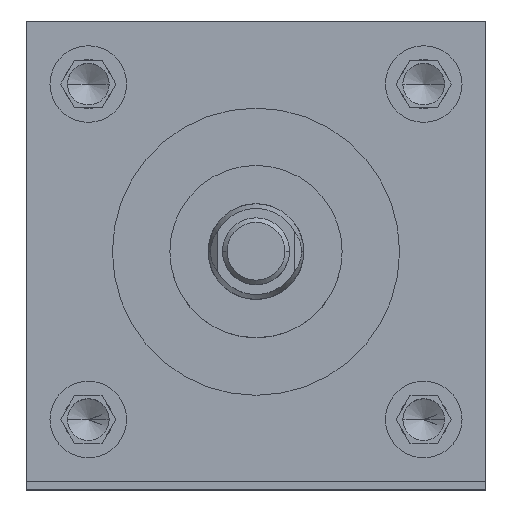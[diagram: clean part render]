
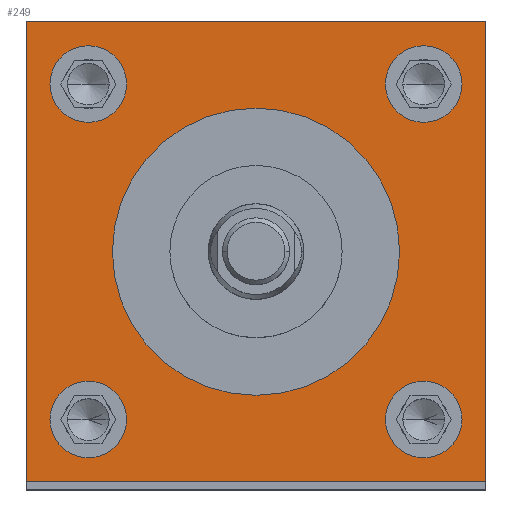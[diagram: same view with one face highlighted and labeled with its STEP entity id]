
A CAD part, top view. The second image highlights one B-rep face of the part: STEP entity #249.
In plain terms, the highlighted planar face has unit normal (0, 0, 1).
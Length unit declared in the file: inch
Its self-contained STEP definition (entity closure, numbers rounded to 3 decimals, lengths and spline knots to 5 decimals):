
#60 = ORIENTED_EDGE ( 'NONE', *, *, #4428, .T. ) ;
#73 = DIRECTION ( 'NONE',  ( 1., 0., 0. ) ) ;
#85 = DIRECTION ( 'NONE',  ( 0., 0., 1. ) ) ;
#107 = ORIENTED_EDGE ( 'NONE', *, *, #1863, .F. ) ;
#134 = CARTESIAN_POINT ( 'NONE',  ( -1.5, -1.5, 31.75 ) ) ;
#137 = EDGE_CURVE ( 'NONE', #5997, #1107, #262, .T. ) ;
#168 = CARTESIAN_POINT ( 'NONE',  ( 1.095, 1.095, 31.75 ) ) ;
#218 = CARTESIAN_POINT ( 'NONE',  ( -1.345, -1.095, 31.75 ) ) ;
#236 = VECTOR ( 'NONE', #4829, 39.37008 ) ;
#249 = ADVANCED_FACE ( 'NONE', ( #344, #6158, #3787, #2708, #1782, #1747 ), #3725, .F. ) ;
#262 = CIRCLE ( 'NONE', #1765, 0.9375 ) ;
#333 = CARTESIAN_POINT ( 'NONE',  ( -1.5, 1.5, 31.75 ) ) ;
#344 = FACE_BOUND ( 'NONE', #2984, .T. ) ;
#429 = CIRCLE ( 'NONE', #719, 0.25 ) ;
#640 = LINE ( 'NONE', #3045, #819 ) ;
#719 = AXIS2_PLACEMENT_3D ( 'NONE', #3977, #5402, #3559 ) ;
#757 = CARTESIAN_POINT ( 'NONE',  ( -0.9375, 0., 31.75 ) ) ;
#809 = DIRECTION ( 'NONE',  ( 0., 1., 0. ) ) ;
#819 = VECTOR ( 'NONE', #3138, 39.37008 ) ;
#825 = CIRCLE ( 'NONE', #5459, 0.25 ) ;
#886 = CARTESIAN_POINT ( 'NONE',  ( 1.345, 1.095, 31.75 ) ) ;
#996 = EDGE_CURVE ( 'NONE', #1107, #5997, #2648, .T. ) ;
#1097 = VERTEX_POINT ( 'NONE', #1314 ) ;
#1107 = VERTEX_POINT ( 'NONE', #757 ) ;
#1146 = CARTESIAN_POINT ( 'NONE',  ( 0.845, -1.095, 31.75 ) ) ;
#1191 = CARTESIAN_POINT ( 'NONE',  ( -1.5, 1.5, 31.75 ) ) ;
#1258 = CARTESIAN_POINT ( 'NONE',  ( 1.095, 1.095, 31.75 ) ) ;
#1267 = EDGE_LOOP ( 'NONE', ( #4887, #1471 ) ) ;
#1305 = VERTEX_POINT ( 'NONE', #886 ) ;
#1314 = CARTESIAN_POINT ( 'NONE',  ( -0.845, -1.095, 31.75 ) ) ;
#1438 = DIRECTION ( 'NONE',  ( 0., 0., 1. ) ) ;
#1471 = ORIENTED_EDGE ( 'NONE', *, *, #996, .F. ) ;
#1494 = DIRECTION ( 'NONE',  ( 0., 0., 1. ) ) ;
#1530 = AXIS2_PLACEMENT_3D ( 'NONE', #3906, #3311, #2430 ) ;
#1568 = EDGE_LOOP ( 'NONE', ( #107, #3709 ) ) ;
#1600 = VERTEX_POINT ( 'NONE', #1864 ) ;
#1620 = EDGE_CURVE ( 'NONE', #6148, #1097, #3801, .T. ) ;
#1746 = EDGE_CURVE ( 'NONE', #5166, #1305, #6058, .T. ) ;
#1747 = FACE_OUTER_BOUND ( 'NONE', #3097, .T. ) ;
#1765 = AXIS2_PLACEMENT_3D ( 'NONE', #5284, #85, #5814 ) ;
#1782 = FACE_BOUND ( 'NONE', #1267, .T. ) ;
#1863 = EDGE_CURVE ( 'NONE', #1600, #3169, #5167, .T. ) ;
#1864 = CARTESIAN_POINT ( 'NONE',  ( -0.845, 1.095, 31.75 ) ) ;
#1915 = VERTEX_POINT ( 'NONE', #2174 ) ;
#1960 = DIRECTION ( 'NONE',  ( 1., 0., 0. ) ) ;
#2001 = AXIS2_PLACEMENT_3D ( 'NONE', #3032, #2426, #2456 ) ;
#2129 = ORIENTED_EDGE ( 'NONE', *, *, #3460, .F. ) ;
#2174 = CARTESIAN_POINT ( 'NONE',  ( 1.5, 1.5, 31.75 ) ) ;
#2204 = LINE ( 'NONE', #5579, #5371 ) ;
#2233 = AXIS2_PLACEMENT_3D ( 'NONE', #3582, #5485, #4410 ) ;
#2426 = DIRECTION ( 'NONE',  ( 0., 0., 1. ) ) ;
#2430 = DIRECTION ( 'NONE',  ( 1., 0., 0. ) ) ;
#2456 = DIRECTION ( 'NONE',  ( 1., 0., 0. ) ) ;
#2501 = CIRCLE ( 'NONE', #2001, 0.25 ) ;
#2587 = CARTESIAN_POINT ( 'NONE',  ( 1.5, -1.5, 31.75 ) ) ;
#2636 = ORIENTED_EDGE ( 'NONE', *, *, #1746, .F. ) ;
#2648 = CIRCLE ( 'NONE', #3874, 0.9375 ) ;
#2674 = CARTESIAN_POINT ( 'NONE',  ( -1.095, 1.095, 31.75 ) ) ;
#2708 = FACE_BOUND ( 'NONE', #1568, .T. ) ;
#2899 = CARTESIAN_POINT ( 'NONE',  ( -1.5, -1.5, 31.75 ) ) ;
#2984 = EDGE_LOOP ( 'NONE', ( #2129, #4174 ) ) ;
#3032 = CARTESIAN_POINT ( 'NONE',  ( 1.095, -1.095, 31.75 ) ) ;
#3033 = CARTESIAN_POINT ( 'NONE',  ( 0.9375, 0., 31.75 ) ) ;
#3045 = CARTESIAN_POINT ( 'NONE',  ( -1.5, -1.5, 31.75 ) ) ;
#3050 = VERTEX_POINT ( 'NONE', #134 ) ;
#3088 = ORIENTED_EDGE ( 'NONE', *, *, #3867, .T. ) ;
#3097 = EDGE_LOOP ( 'NONE', ( #3088, #60, #5076, #5151 ) ) ;
#3138 = DIRECTION ( 'NONE',  ( 1., 0., 0. ) ) ;
#3169 = VERTEX_POINT ( 'NONE', #3612 ) ;
#3311 = DIRECTION ( 'NONE',  ( 0., 0., 1. ) ) ;
#3460 = EDGE_CURVE ( 'NONE', #4421, #3630, #2501, .T. ) ;
#3504 = CARTESIAN_POINT ( 'NONE',  ( 1.345, -1.095, 31.75 ) ) ;
#3528 = VECTOR ( 'NONE', #4109, 39.37008 ) ;
#3550 = VERTEX_POINT ( 'NONE', #2587 ) ;
#3559 = DIRECTION ( 'NONE',  ( 1., 0., 0. ) ) ;
#3582 = CARTESIAN_POINT ( 'NONE',  ( -1.095, 1.095, 31.75 ) ) ;
#3598 = DIRECTION ( 'NONE',  ( 1., 0., 0. ) ) ;
#3612 = CARTESIAN_POINT ( 'NONE',  ( -1.345, 1.095, 31.75 ) ) ;
#3630 = VERTEX_POINT ( 'NONE', #1146 ) ;
#3709 = ORIENTED_EDGE ( 'NONE', *, *, #3962, .F. ) ;
#3725 = PLANE ( 'NONE',  #6201 ) ;
#3748 = DIRECTION ( 'NONE',  ( 1., 0., 0. ) ) ;
#3750 = CARTESIAN_POINT ( 'NONE',  ( -1.5, 1.5, 31.75 ) ) ;
#3755 = ORIENTED_EDGE ( 'NONE', *, *, #1620, .F. ) ;
#3787 = FACE_BOUND ( 'NONE', #5851, .T. ) ;
#3801 = CIRCLE ( 'NONE', #5301, 0.25 ) ;
#3835 = CARTESIAN_POINT ( 'NONE',  ( -1.095, -1.095, 31.75 ) ) ;
#3865 = AXIS2_PLACEMENT_3D ( 'NONE', #168, #1494, #73 ) ;
#3867 = EDGE_CURVE ( 'NONE', #5348, #3050, #5760, .T. ) ;
#3874 = AXIS2_PLACEMENT_3D ( 'NONE', #4964, #5869, #4002 ) ;
#3906 = CARTESIAN_POINT ( 'NONE',  ( 1.095, -1.095, 31.75 ) ) ;
#3962 = EDGE_CURVE ( 'NONE', #3169, #1600, #4833, .T. ) ;
#3977 = CARTESIAN_POINT ( 'NONE',  ( -1.095, -1.095, 31.75 ) ) ;
#4002 = DIRECTION ( 'NONE',  ( 1., 0., 0. ) ) ;
#4021 = LINE ( 'NONE', #1191, #3528 ) ;
#4035 = EDGE_CURVE ( 'NONE', #1915, #5348, #4021, .T. ) ;
#4081 = EDGE_LOOP ( 'NONE', ( #6182, #2636 ) ) ;
#4109 = DIRECTION ( 'NONE',  ( -1., 0., 0. ) ) ;
#4174 = ORIENTED_EDGE ( 'NONE', *, *, #5486, .F. ) ;
#4261 = DIRECTION ( 'NONE',  ( 0., 0., 1. ) ) ;
#4379 = EDGE_CURVE ( 'NONE', #1097, #6148, #429, .T. ) ;
#4410 = DIRECTION ( 'NONE',  ( 1., 0., 0. ) ) ;
#4421 = VERTEX_POINT ( 'NONE', #3504 ) ;
#4428 = EDGE_CURVE ( 'NONE', #3050, #3550, #640, .T. ) ;
#4631 = AXIS2_PLACEMENT_3D ( 'NONE', #2674, #4983, #3598 ) ;
#4726 = DIRECTION ( 'NONE',  ( 0., 0., -1. ) ) ;
#4829 = DIRECTION ( 'NONE',  ( 0., -1., 0. ) ) ;
#4833 = CIRCLE ( 'NONE', #4631, 0.25 ) ;
#4887 = ORIENTED_EDGE ( 'NONE', *, *, #137, .F. ) ;
#4937 = EDGE_CURVE ( 'NONE', #1305, #5166, #825, .T. ) ;
#4964 = CARTESIAN_POINT ( 'NONE',  ( 0., 0., 31.75 ) ) ;
#4970 = ORIENTED_EDGE ( 'NONE', *, *, #4379, .F. ) ;
#4983 = DIRECTION ( 'NONE',  ( 0., 0., 1. ) ) ;
#5076 = ORIENTED_EDGE ( 'NONE', *, *, #5811, .T. ) ;
#5151 = ORIENTED_EDGE ( 'NONE', *, *, #4035, .T. ) ;
#5166 = VERTEX_POINT ( 'NONE', #5461 ) ;
#5167 = CIRCLE ( 'NONE', #2233, 0.25 ) ;
#5269 = CIRCLE ( 'NONE', #1530, 0.25 ) ;
#5284 = CARTESIAN_POINT ( 'NONE',  ( 0., 0., 31.75 ) ) ;
#5301 = AXIS2_PLACEMENT_3D ( 'NONE', #3835, #1438, #1960 ) ;
#5348 = VERTEX_POINT ( 'NONE', #333 ) ;
#5371 = VECTOR ( 'NONE', #809, 39.37008 ) ;
#5402 = DIRECTION ( 'NONE',  ( 0., 0., 1. ) ) ;
#5459 = AXIS2_PLACEMENT_3D ( 'NONE', #1258, #4261, #3748 ) ;
#5461 = CARTESIAN_POINT ( 'NONE',  ( 0.845, 1.095, 31.75 ) ) ;
#5485 = DIRECTION ( 'NONE',  ( 0., 0., 1. ) ) ;
#5486 = EDGE_CURVE ( 'NONE', #3630, #4421, #5269, .T. ) ;
#5579 = CARTESIAN_POINT ( 'NONE',  ( 1.5, -1.5, 31.75 ) ) ;
#5760 = LINE ( 'NONE', #2899, #236 ) ;
#5811 = EDGE_CURVE ( 'NONE', #3550, #1915, #2204, .T. ) ;
#5814 = DIRECTION ( 'NONE',  ( 1., 0., 0. ) ) ;
#5851 = EDGE_LOOP ( 'NONE', ( #4970, #3755 ) ) ;
#5869 = DIRECTION ( 'NONE',  ( 0., 0., 1. ) ) ;
#5997 = VERTEX_POINT ( 'NONE', #3033 ) ;
#6058 = CIRCLE ( 'NONE', #3865, 0.25 ) ;
#6104 = DIRECTION ( 'NONE',  ( -1., 0., 0. ) ) ;
#6148 = VERTEX_POINT ( 'NONE', #218 ) ;
#6158 = FACE_BOUND ( 'NONE', #4081, .T. ) ;
#6182 = ORIENTED_EDGE ( 'NONE', *, *, #4937, .F. ) ;
#6201 = AXIS2_PLACEMENT_3D ( 'NONE', #3750, #4726, #6104 ) ;
